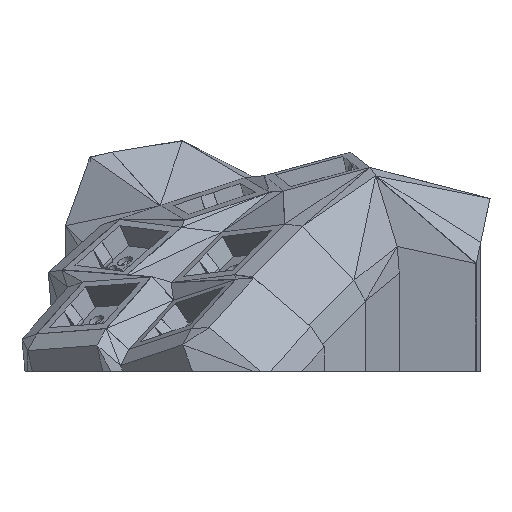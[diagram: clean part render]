
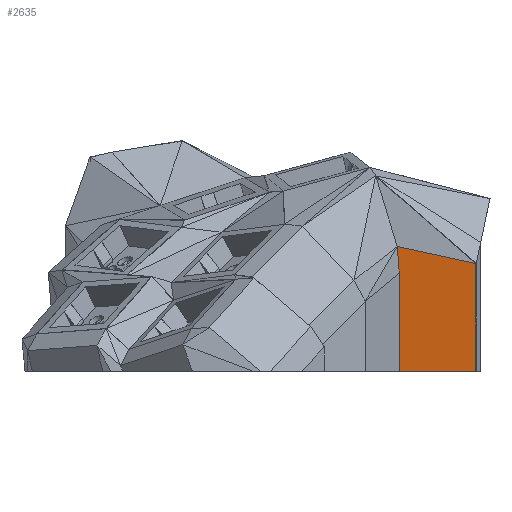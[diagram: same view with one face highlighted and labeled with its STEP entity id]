
A CAD part, front view. The second image highlights one B-rep face of the part: STEP entity #2635.
In plain terms, the highlighted planar face has unit normal (-0.219, -0.976, 0).
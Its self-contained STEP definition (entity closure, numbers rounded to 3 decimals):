
#175 = PLANE('',#176);
#176 = AXIS2_PLACEMENT_3D('',#177,#178,#179);
#177 = CARTESIAN_POINT('',(-175.,-175.,0.));
#178 = DIRECTION('',(0.,0.,1.));
#179 = DIRECTION('',(1.,0.,0.));
#1257 = VERTEX_POINT('',#1258);
#1258 = CARTESIAN_POINT('',(-22.667,-67.173,0.));
#1272 = PLANE('',#1273);
#1273 = AXIS2_PLACEMENT_3D('',#1274,#1275,#1276);
#1274 = CARTESIAN_POINT('',(-27.018,-74.517,
    6.927));
#1275 = DIRECTION('',(-0.86,0.51,0.
    ));
#1276 = DIRECTION('',(-0.51,-0.86,0.));
#1283 = EDGE_CURVE('',#1257,#1284,#1286,.T.);
#1284 = VERTEX_POINT('',#1285);
#1285 = CARTESIAN_POINT('',(-7.13,-70.661,0.));
#1286 = SURFACE_CURVE('',#1287,(#1291,#1298),.PCURVE_S1.);
#1287 = LINE('',#1288,#1289);
#1288 = CARTESIAN_POINT('',(-81.507,-53.964,
    0.));
#1289 = VECTOR('',#1290,1.);
#1290 = DIRECTION('',(0.976,-0.219,0.));
#1291 = PCURVE('',#175,#1292);
#1292 = DEFINITIONAL_REPRESENTATION('',(#1293),#1297);
#1293 = LINE('',#1294,#1295);
#1294 = CARTESIAN_POINT('',(93.493,121.036));
#1295 = VECTOR('',#1296,1.);
#1296 = DIRECTION('',(0.976,-0.219));
#1297 = ( GEOMETRIC_REPRESENTATION_CONTEXT(2) 
PARAMETRIC_REPRESENTATION_CONTEXT() REPRESENTATION_CONTEXT('2D SPACE',''
  ) );
#1298 = PCURVE('',#1299,#1304);
#1299 = PLANE('',#1300);
#1300 = AXIS2_PLACEMENT_3D('',#1301,#1302,#1303);
#1301 = CARTESIAN_POINT('',(-18.368,-68.138,
    10.048));
#1302 = DIRECTION('',(0.219,0.976,0.));
#1303 = DIRECTION('',(0.976,-0.219,0.));
#1304 = DEFINITIONAL_REPRESENTATION('',(#1305),#1308);
#1305 = B_SPLINE_CURVE_WITH_KNOTS('',1,(#1306,#1307),.UNSPECIFIED.,.F.,
  .F.,(2,2),(59.875,76.228),.PIECEWISE_BEZIER_KNOTS.);
#1306 = CARTESIAN_POINT('',(-4.835,10.048));
#1307 = CARTESIAN_POINT('',(11.518,10.048));
#1308 = ( GEOMETRIC_REPRESENTATION_CONTEXT(2) 
PARAMETRIC_REPRESENTATION_CONTEXT() REPRESENTATION_CONTEXT('2D SPACE',''
  ) );
#1326 = PLANE('',#1327);
#1327 = AXIS2_PLACEMENT_3D('',#1328,#1329,#1330);
#1328 = CARTESIAN_POINT('',(-7.105,-70.661,
    5.949));
#1329 = DIRECTION('',(0.,1.,0.));
#1330 = DIRECTION('',(0.,-0.,1.));
#2586 = EDGE_CURVE('',#1284,#2587,#2589,.T.);
#2587 = VERTEX_POINT('',#2588);
#2588 = CARTESIAN_POINT('',(-7.13,-70.661,
    21.947));
#2589 = SURFACE_CURVE('',#2590,(#2594,#2601),.PCURVE_S1.);
#2590 = LINE('',#2591,#2592);
#2591 = CARTESIAN_POINT('',(-7.13,-70.661,-10.));
#2592 = VECTOR('',#2593,1.);
#2593 = DIRECTION('',(0.,0.,1.));
#2594 = PCURVE('',#1326,#2595);
#2595 = DEFINITIONAL_REPRESENTATION('',(#2596),#2600);
#2596 = LINE('',#2597,#2598);
#2597 = CARTESIAN_POINT('',(-15.949,-0.024));
#2598 = VECTOR('',#2599,1.);
#2599 = DIRECTION('',(1.,0.));
#2600 = ( GEOMETRIC_REPRESENTATION_CONTEXT(2) 
PARAMETRIC_REPRESENTATION_CONTEXT() REPRESENTATION_CONTEXT('2D SPACE',''
  ) );
#2601 = PCURVE('',#1299,#2602);
#2602 = DEFINITIONAL_REPRESENTATION('',(#2603),#2607);
#2603 = LINE('',#2604,#2605);
#2604 = CARTESIAN_POINT('',(11.518,20.048));
#2605 = VECTOR('',#2606,1.);
#2606 = DIRECTION('',(0.,-1.));
#2607 = ( GEOMETRIC_REPRESENTATION_CONTEXT(2) 
PARAMETRIC_REPRESENTATION_CONTEXT() REPRESENTATION_CONTEXT('2D SPACE',''
  ) );
#2635 = ADVANCED_FACE('',(#2636),#1299,.F.);
#2636 = FACE_BOUND('',#2637,.F.);
#2637 = EDGE_LOOP('',(#2638,#2639,#2660,#2686,#2711));
#2638 = ORIENTED_EDGE('',*,*,#1283,.F.);
#2639 = ORIENTED_EDGE('',*,*,#2640,.F.);
#2640 = EDGE_CURVE('',#2641,#1257,#2643,.T.);
#2641 = VERTEX_POINT('',#2642);
#2642 = CARTESIAN_POINT('',(-22.667,-67.173,
    20.004));
#2643 = SURFACE_CURVE('',#2644,(#2648,#2654),.PCURVE_S1.);
#2644 = LINE('',#2645,#2646);
#2645 = CARTESIAN_POINT('',(-22.667,-67.173,
    8.488));
#2646 = VECTOR('',#2647,1.);
#2647 = DIRECTION('',(0.,0.,-1.));
#2648 = PCURVE('',#1299,#2649);
#2649 = DEFINITIONAL_REPRESENTATION('',(#2650),#2653);
#2650 = B_SPLINE_CURVE_WITH_KNOTS('',1,(#2651,#2652),.UNSPECIFIED.,.F.,
  .F.,(2,2),(-12.113,18.488),.PIECEWISE_BEZIER_KNOTS.);
#2651 = CARTESIAN_POINT('',(-4.406,-10.553));
#2652 = CARTESIAN_POINT('',(-4.406,20.048));
#2653 = ( GEOMETRIC_REPRESENTATION_CONTEXT(2) 
PARAMETRIC_REPRESENTATION_CONTEXT() REPRESENTATION_CONTEXT('2D SPACE',''
  ) );
#2654 = PCURVE('',#1272,#2655);
#2655 = DEFINITIONAL_REPRESENTATION('',(#2656),#2659);
#2656 = B_SPLINE_CURVE_WITH_KNOTS('',1,(#2657,#2658),.UNSPECIFIED.,.F.,
  .F.,(2,2),(-12.113,18.488),.PIECEWISE_BEZIER_KNOTS.);
#2657 = CARTESIAN_POINT('',(-8.536,13.673));
#2658 = CARTESIAN_POINT('',(-8.536,-16.927));
#2659 = ( GEOMETRIC_REPRESENTATION_CONTEXT(2) 
PARAMETRIC_REPRESENTATION_CONTEXT() REPRESENTATION_CONTEXT('2D SPACE',''
  ) );
#2660 = ORIENTED_EDGE('',*,*,#2661,.F.);
#2661 = EDGE_CURVE('',#2662,#2641,#2664,.T.);
#2662 = VERTEX_POINT('',#2663);
#2663 = CARTESIAN_POINT('',(-23.086,-67.079,
    25.41));
#2664 = SURFACE_CURVE('',#2665,(#2669,#2675),.PCURVE_S1.);
#2665 = LINE('',#2666,#2667);
#2666 = CARTESIAN_POINT('',(-22.249,-67.267,
    14.593));
#2667 = VECTOR('',#2668,1.);
#2668 = DIRECTION('',(0.077,-0.017,
    -0.997));
#2669 = PCURVE('',#1299,#2670);
#2670 = DEFINITIONAL_REPRESENTATION('',(#2671),#2674);
#2671 = B_SPLINE_CURVE_WITH_KNOTS('',1,(#2672,#2673),.UNSPECIFIED.,.F.,
  .F.,(2,2),(-10.867,0.289),.PIECEWISE_BEZIER_KNOTS.);
#2672 = CARTESIAN_POINT('',(-4.836,-15.378));
#2673 = CARTESIAN_POINT('',(-3.955,-4.257));
#2674 = ( GEOMETRIC_REPRESENTATION_CONTEXT(2) 
PARAMETRIC_REPRESENTATION_CONTEXT() REPRESENTATION_CONTEXT('2D SPACE',''
  ) );
#2675 = PCURVE('',#2676,#2681);
#2676 = PLANE('',#2677);
#2677 = AXIS2_PLACEMENT_3D('',#2678,#2679,#2680);
#2678 = CARTESIAN_POINT('',(-25.597,-71.885,
    19.275));
#2679 = DIRECTION('',(-0.842,0.535,-0.074
    ));
#2680 = DIRECTION('',(-0.536,-0.844,
    0.));
#2681 = DEFINITIONAL_REPRESENTATION('',(#2682),#2685);
#2682 = B_SPLINE_CURVE_WITH_KNOTS('',1,(#2683,#2684),.UNSPECIFIED.,.F.,
  .F.,(2,2),(-10.867,0.289),.PIECEWISE_BEZIER_KNOTS.);
#2683 = CARTESIAN_POINT('',(-5.403,6.168));
#2684 = CARTESIAN_POINT('',(-5.701,-4.984));
#2685 = ( GEOMETRIC_REPRESENTATION_CONTEXT(2) 
PARAMETRIC_REPRESENTATION_CONTEXT() REPRESENTATION_CONTEXT('2D SPACE',''
  ) );
#2686 = ORIENTED_EDGE('',*,*,#2687,.F.);
#2687 = EDGE_CURVE('',#2587,#2662,#2688,.T.);
#2688 = SURFACE_CURVE('',#2689,(#2693,#2700),.PCURVE_S1.);
#2689 = LINE('',#2690,#2691);
#2690 = CARTESIAN_POINT('',(-7.13,-70.661,
    21.947));
#2691 = VECTOR('',#2692,1.);
#2692 = DIRECTION('',(-0.955,0.214,0.207));
#2693 = PCURVE('',#1299,#2694);
#2694 = DEFINITIONAL_REPRESENTATION('',(#2695),#2699);
#2695 = LINE('',#2696,#2697);
#2696 = CARTESIAN_POINT('',(11.518,-11.899));
#2697 = VECTOR('',#2698,1.);
#2698 = DIRECTION('',(-0.978,-0.207));
#2699 = ( GEOMETRIC_REPRESENTATION_CONTEXT(2) 
PARAMETRIC_REPRESENTATION_CONTEXT() REPRESENTATION_CONTEXT('2D SPACE',''
  ) );
#2700 = PCURVE('',#2701,#2706);
#2701 = PLANE('',#2702);
#2702 = AXIS2_PLACEMENT_3D('',#2703,#2704,#2705);
#2703 = CARTESIAN_POINT('',(-18.763,-67.411,
    29.282));
#2704 = DIRECTION('',(-0.19,-0.973,0.129));
#2705 = DIRECTION('',(-0.981,0.192,0.
    ));
#2706 = DEFINITIONAL_REPRESENTATION('',(#2707),#2710);
#2707 = B_SPLINE_CURVE_WITH_KNOTS('',1,(#2708,#2709),.UNSPECIFIED.,.F.,
  .F.,(2,2),(0.,16.796),.PIECEWISE_BEZIER_KNOTS.);
#2708 = CARTESIAN_POINT('',(-12.041,7.396));
#2709 = CARTESIAN_POINT('',(4.385,3.888));
#2710 = ( GEOMETRIC_REPRESENTATION_CONTEXT(2) 
PARAMETRIC_REPRESENTATION_CONTEXT() REPRESENTATION_CONTEXT('2D SPACE',''
  ) );
#2711 = ORIENTED_EDGE('',*,*,#2586,.F.);
